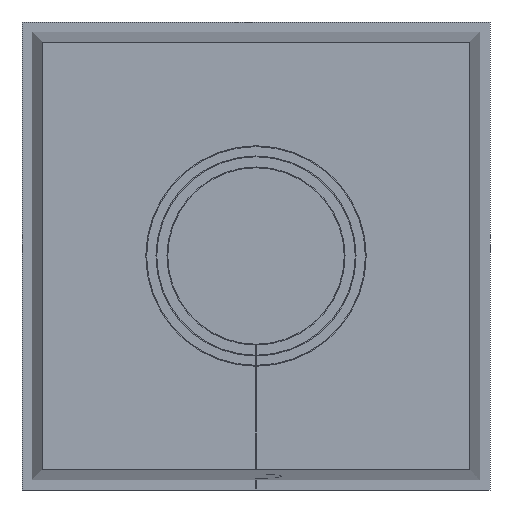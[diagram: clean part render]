
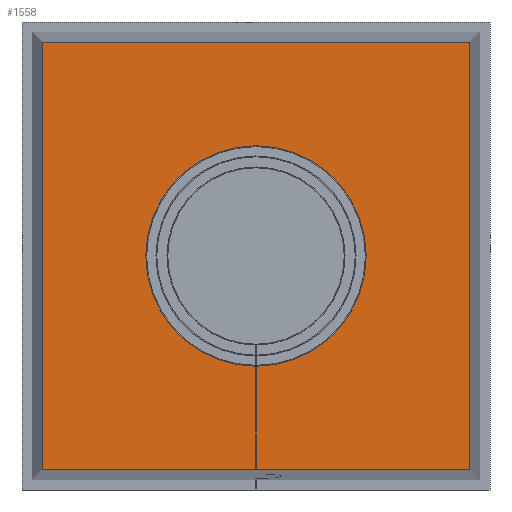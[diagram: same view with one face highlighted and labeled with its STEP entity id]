
A CAD part, front view. The second image highlights one B-rep face of the part: STEP entity #1558.
In plain terms, the highlighted planar face has unit normal (0, -1, 0).
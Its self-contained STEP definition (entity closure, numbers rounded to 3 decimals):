
#60=PLANE('',#1663);
#109=FACE_OUTER_BOUND('',#194,.T.);
#194=EDGE_LOOP('',(#1147,#1148,#1149,#1150,#1151,#1152,#1153,#1154,#1155,
#1156));
#260=CIRCLE('',#1639,10.83);
#300=LINE('',#2200,#485);
#304=LINE('',#2210,#489);
#317=LINE('',#2258,#502);
#320=LINE('',#2264,#505);
#323=LINE('',#2270,#508);
#326=LINE('',#2276,#511);
#329=LINE('',#2282,#514);
#333=LINE('',#2288,#518);
#334=LINE('',#2289,#519);
#485=VECTOR('',#1793,10.);
#489=VECTOR('',#1805,10.);
#502=VECTOR('',#1844,10.);
#505=VECTOR('',#1849,10.);
#508=VECTOR('',#1854,10.);
#511=VECTOR('',#1859,10.);
#514=VECTOR('',#1864,10.);
#518=VECTOR('',#1872,10.);
#519=VECTOR('',#1873,10.);
#671=VERTEX_POINT('',#2193);
#672=VERTEX_POINT('',#2195);
#673=VERTEX_POINT('',#2199);
#675=VERTEX_POINT('',#2208);
#696=VERTEX_POINT('',#2255);
#697=VERTEX_POINT('',#2257);
#699=VERTEX_POINT('',#2263);
#701=VERTEX_POINT('',#2269);
#703=VERTEX_POINT('',#2275);
#705=VERTEX_POINT('',#2281);
#832=EDGE_CURVE('',#671,#672,#260,.T.);
#833=EDGE_CURVE('',#673,#671,#300,.T.);
#838=EDGE_CURVE('',#672,#675,#304,.T.);
#859=EDGE_CURVE('',#697,#696,#317,.T.);
#862=EDGE_CURVE('',#699,#697,#320,.T.);
#865=EDGE_CURVE('',#701,#699,#323,.T.);
#868=EDGE_CURVE('',#703,#701,#326,.T.);
#871=EDGE_CURVE('',#705,#703,#329,.T.);
#875=EDGE_CURVE('',#675,#705,#333,.T.);
#876=EDGE_CURVE('',#696,#673,#334,.T.);
#1147=ORIENTED_EDGE('',*,*,#838,.T.);
#1148=ORIENTED_EDGE('',*,*,#875,.T.);
#1149=ORIENTED_EDGE('',*,*,#871,.T.);
#1150=ORIENTED_EDGE('',*,*,#868,.T.);
#1151=ORIENTED_EDGE('',*,*,#865,.T.);
#1152=ORIENTED_EDGE('',*,*,#862,.T.);
#1153=ORIENTED_EDGE('',*,*,#859,.T.);
#1154=ORIENTED_EDGE('',*,*,#876,.T.);
#1155=ORIENTED_EDGE('',*,*,#833,.T.);
#1156=ORIENTED_EDGE('',*,*,#832,.T.);
#1558=ADVANCED_FACE('',(#109),#60,.F.);
#1639=AXIS2_PLACEMENT_3D('',#2197,#1789,#1790);
#1663=AXIS2_PLACEMENT_3D('',#2287,#1870,#1871);
#1789=DIRECTION('center_axis',(0.,1.,0.));
#1790=DIRECTION('ref_axis',(-1.,0.,0.));
#1793=DIRECTION('',(0.,0.,1.));
#1805=DIRECTION('',(0.,0.,-1.));
#1844=DIRECTION('',(1.,0.,0.));
#1849=DIRECTION('',(0.,0.,-1.));
#1854=DIRECTION('',(-1.,0.,0.));
#1859=DIRECTION('',(0.,0.,1.));
#1864=DIRECTION('',(1.,0.,0.));
#1870=DIRECTION('center_axis',(0.,1.,0.));
#1871=DIRECTION('ref_axis',(0.,0.,1.));
#1872=DIRECTION('',(0.,0.,-1.));
#1873=DIRECTION('',(0.,0.,1.));
#2193=CARTESIAN_POINT('',(-0.005,-14.6,-10.83));
#2195=CARTESIAN_POINT('',(0.005,-14.6,-10.83));
#2197=CARTESIAN_POINT('Origin',(0.,-14.6,0.));
#2199=CARTESIAN_POINT('',(-0.005,-14.6,-15.001));
#2200=CARTESIAN_POINT('',(-0.005,-14.6,-4.335));
#2208=CARTESIAN_POINT('',(0.005,-14.6,-15.001));
#2210=CARTESIAN_POINT('',(0.005,-14.6,-7.501));
#2255=CARTESIAN_POINT('',(-0.005,-14.6,-20.994));
#2257=CARTESIAN_POINT('',(-20.994,-14.6,-20.994));
#2258=CARTESIAN_POINT('',(-20.994,-14.6,-20.994));
#2263=CARTESIAN_POINT('',(-20.994,-14.6,20.994));
#2264=CARTESIAN_POINT('',(-20.994,-14.6,20.994));
#2269=CARTESIAN_POINT('',(20.994,-14.6,20.994));
#2270=CARTESIAN_POINT('',(20.994,-14.6,20.994));
#2275=CARTESIAN_POINT('',(20.994,-14.6,-20.994));
#2276=CARTESIAN_POINT('',(20.994,-14.6,-20.994));
#2281=CARTESIAN_POINT('',(0.005,-14.6,-20.994));
#2282=CARTESIAN_POINT('',(0.005,-14.6,-20.994));
#2287=CARTESIAN_POINT('Origin',(0.,-14.6,-0.001));
#2288=CARTESIAN_POINT('',(0.005,-14.6,-15.001));
#2289=CARTESIAN_POINT('',(-0.005,-14.6,-20.994));
